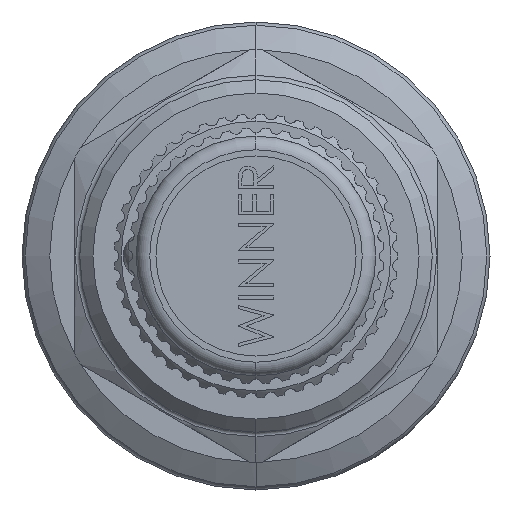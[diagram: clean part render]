
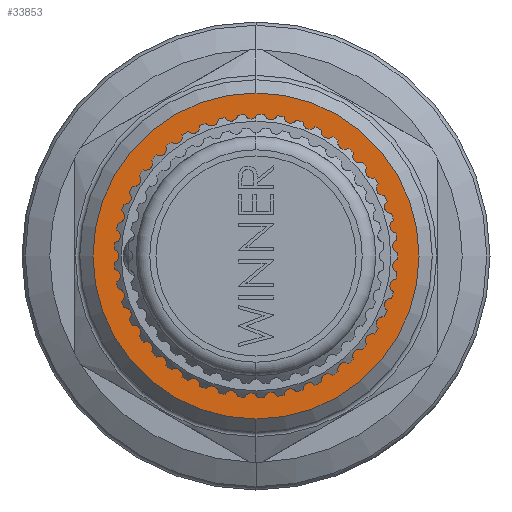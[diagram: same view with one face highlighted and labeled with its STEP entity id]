
A CAD part, left-side view. The second image highlights one B-rep face of the part: STEP entity #33853.
In plain terms, the highlighted planar face has unit normal (-1, 0, 0).
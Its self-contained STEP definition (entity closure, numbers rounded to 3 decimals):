
#4599 = FACE_BOUND ( 'NONE', #69760, .T. ) ;
#4929 = DIRECTION ( 'NONE',  ( 0., 0., 1. ) ) ;
#8297 = CIRCLE ( 'NONE', #15177, 18.5 ) ;
#9013 = VERTEX_POINT ( 'NONE', #32168 ) ;
#9028 = DIRECTION ( 'NONE',  ( 1., 0., 0. ) ) ;
#11048 = DIRECTION ( 'NONE',  ( 1., 0., 0. ) ) ;
#14029 = FACE_OUTER_BOUND ( 'NONE', #19654, .T. ) ;
#14633 = EDGE_CURVE ( 'NONE', #64287, #48154, #8297, .T. ) ;
#14901 = DIRECTION ( 'NONE',  ( 0., 0., 1. ) ) ;
#15177 = AXIS2_PLACEMENT_3D ( 'NONE', #42346, #48337, #14901 ) ;
#16195 = AXIS2_PLACEMENT_3D ( 'NONE', #60024, #11048, #50037 ) ;
#16610 = CARTESIAN_POINT ( 'NONE',  ( -20., 0., 18.5 ) ) ;
#17433 = EDGE_CURVE ( 'NONE', #48154, #64287, #31344, .T. ) ;
#19654 = EDGE_LOOP ( 'NONE', ( #30262, #50067 ) ) ;
#19776 = AXIS2_PLACEMENT_3D ( 'NONE', #30997, #9028, #64205 ) ;
#20013 = EDGE_CURVE ( 'NONE', #30345, #9013, #70469, .T. ) ;
#23385 = AXIS2_PLACEMENT_3D ( 'NONE', #54152, #64905, #4929 ) ;
#30262 = ORIENTED_EDGE ( 'NONE', *, *, #14633, .T. ) ;
#30345 = VERTEX_POINT ( 'NONE', #40346 ) ;
#30997 = CARTESIAN_POINT ( 'NONE',  ( -20., 0., 0. ) ) ;
#31344 = CIRCLE ( 'NONE', #32586, 18.5 ) ;
#32168 = CARTESIAN_POINT ( 'NONE',  ( -20., 6.875, 0. ) ) ;
#32586 = AXIS2_PLACEMENT_3D ( 'NONE', #41335, #36307, #47336 ) ;
#33486 = EDGE_CURVE ( 'NONE', #9013, #30345, #55884, .T. ) ;
#33853 = ADVANCED_FACE ( 'NONE', ( #4599, #14029 ), #70139, .T. ) ;
#36307 = DIRECTION ( 'NONE',  ( -1., 0., 0. ) ) ;
#38763 = ORIENTED_EDGE ( 'NONE', *, *, #20013, .T. ) ;
#40346 = CARTESIAN_POINT ( 'NONE',  ( -20., -6.875, 0. ) ) ;
#41335 = CARTESIAN_POINT ( 'NONE',  ( -20., 0., 0. ) ) ;
#42346 = CARTESIAN_POINT ( 'NONE',  ( -20., 0., 0. ) ) ;
#44355 = CARTESIAN_POINT ( 'NONE',  ( -20., 0., -18.5 ) ) ;
#44515 = ORIENTED_EDGE ( 'NONE', *, *, #33486, .T. ) ;
#47336 = DIRECTION ( 'NONE',  ( 0., 0., 1. ) ) ;
#48154 = VERTEX_POINT ( 'NONE', #16610 ) ;
#48337 = DIRECTION ( 'NONE',  ( -1., 0., 0. ) ) ;
#50037 = DIRECTION ( 'NONE',  ( 0., -1., 0. ) ) ;
#50067 = ORIENTED_EDGE ( 'NONE', *, *, #17433, .T. ) ;
#54152 = CARTESIAN_POINT ( 'NONE',  ( -20., 0., 0. ) ) ;
#55884 = CIRCLE ( 'NONE', #19776, 6.875 ) ;
#60024 = CARTESIAN_POINT ( 'NONE',  ( -20., 0., 0. ) ) ;
#64205 = DIRECTION ( 'NONE',  ( 0., -1., 0. ) ) ;
#64287 = VERTEX_POINT ( 'NONE', #44355 ) ;
#64905 = DIRECTION ( 'NONE',  ( -1., 0., 0. ) ) ;
#69760 = EDGE_LOOP ( 'NONE', ( #44515, #38763 ) ) ;
#70139 = PLANE ( 'NONE',  #23385 ) ;
#70469 = CIRCLE ( 'NONE', #16195, 6.875 ) ;
